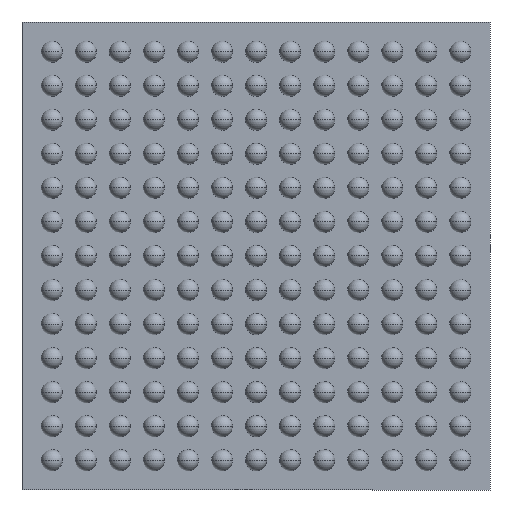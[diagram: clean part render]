
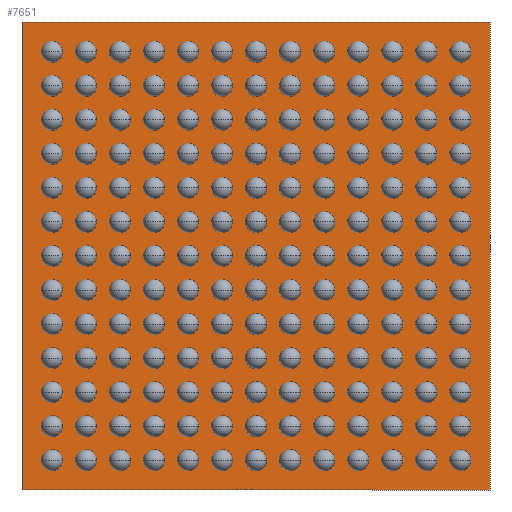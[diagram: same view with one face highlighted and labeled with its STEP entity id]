
A CAD part, front view. The second image highlights one B-rep face of the part: STEP entity #7651.
In plain terms, the highlighted planar face has unit normal (0, -1, 0).
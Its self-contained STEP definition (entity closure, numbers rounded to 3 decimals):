
#260 = VECTOR ( 'NONE', #5871, 1000. ) ;
#281 = VERTEX_POINT ( 'NONE', #1570 ) ;
#339 = ORIENTED_EDGE ( 'NONE', *, *, #7464, .T. ) ;
#368 = CARTESIAN_POINT ( 'NONE',  ( 5.5, 0.4, -5.5 ) ) ;
#617 = VERTEX_POINT ( 'NONE', #10358 ) ;
#976 = VERTEX_POINT ( 'NONE', #5686 ) ;
#1570 = CARTESIAN_POINT ( 'NONE',  ( 5.5, 0.4, -5.5 ) ) ;
#2519 = PLANE ( 'NONE',  #8751 ) ;
#2732 = ORIENTED_EDGE ( 'NONE', *, *, #7707, .T. ) ;
#3232 = VECTOR ( 'NONE', #8813, 1000. ) ;
#3716 = CARTESIAN_POINT ( 'NONE',  ( 5.5, 0.4, 5.5 ) ) ;
#3759 = CARTESIAN_POINT ( 'NONE',  ( 5.5, 0.4, 5.5 ) ) ;
#4307 = VECTOR ( 'NONE', #10207, 1000. ) ;
#5293 = LINE ( 'NONE', #13375, #4307 ) ;
#5298 = VERTEX_POINT ( 'NONE', #11447 ) ;
#5686 = CARTESIAN_POINT ( 'NONE',  ( 5.5, 0.4, 5.5 ) ) ;
#5871 = DIRECTION ( 'NONE',  ( 0., 0., 1. ) ) ;
#6066 = EDGE_LOOP ( 'NONE', ( #9137, #2732, #8337, #339 ) ) ;
#6821 = LINE ( 'NONE', #3759, #260 ) ;
#7171 = LINE ( 'NONE', #368, #3232 ) ;
#7464 = EDGE_CURVE ( 'NONE', #976, #617, #8687, .T. ) ;
#7651 = ADVANCED_FACE ( 'NONE', ( #8510 ), #2519, .F. ) ;
#7707 = EDGE_CURVE ( 'NONE', #5298, #281, #7171, .T. ) ;
#8337 = ORIENTED_EDGE ( 'NONE', *, *, #11111, .T. ) ;
#8510 = FACE_OUTER_BOUND ( 'NONE', #6066, .T. ) ;
#8687 = LINE ( 'NONE', #3716, #11422 ) ;
#8751 = AXIS2_PLACEMENT_3D ( 'NONE', #10848, #11824, #12917 ) ;
#8813 = DIRECTION ( 'NONE',  ( 1., 0., 0. ) ) ;
#8985 = DIRECTION ( 'NONE',  ( -1., 0., 0. ) ) ;
#9137 = ORIENTED_EDGE ( 'NONE', *, *, #12252, .T. ) ;
#10207 = DIRECTION ( 'NONE',  ( 0., 0., -1. ) ) ;
#10358 = CARTESIAN_POINT ( 'NONE',  ( -5.5, 0.4, 5.5 ) ) ;
#10848 = CARTESIAN_POINT ( 'NONE',  ( 0., 0.4, 0. ) ) ;
#11111 = EDGE_CURVE ( 'NONE', #281, #976, #6821, .T. ) ;
#11422 = VECTOR ( 'NONE', #8985, 1000. ) ;
#11447 = CARTESIAN_POINT ( 'NONE',  ( -5.5, 0.4, -5.5 ) ) ;
#11824 = DIRECTION ( 'NONE',  ( 0., 1., 0. ) ) ;
#12252 = EDGE_CURVE ( 'NONE', #617, #5298, #5293, .T. ) ;
#12917 = DIRECTION ( 'NONE',  ( 0., 0., 1. ) ) ;
#13375 = CARTESIAN_POINT ( 'NONE',  ( -5.5, 0.4, 5.5 ) ) ;
